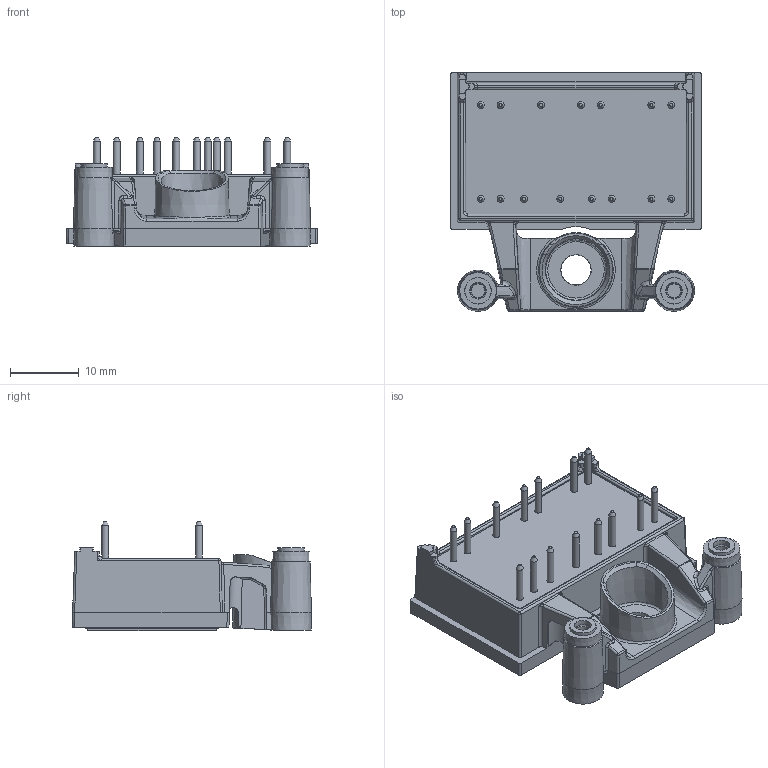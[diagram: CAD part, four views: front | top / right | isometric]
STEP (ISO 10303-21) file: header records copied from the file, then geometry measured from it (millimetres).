
FILE_DESCRIPTION(/* description */ ('Unknown'),/* implementation_level */ '2;1');
FILE_NAME(/* name */ 'Flow0B-2T12W-PG90(150)-01-OL',/* time_stamp */ '2023-03-24T12:28:00+01:00',/* author */ ('Unknown'),/* organization */ ('Unknown'),/* preprocessor_version */ 'ST-DEVELOPER v18.102',/* originating_system */ 'Solid Edge',/* authorisation */ 'Unknown');
FILE_SCHEMA (('AUTOMOTIVE_DESIGN {1 0 10303 214 3 1 1}'));
Length unit declared in the file: millimetre
Products named in the file (1): Flow0B-2T12W-M990(150)-01-OL
Bounding box: 36.6 x 34.85 x 15.98 mm (x, y, z)
Volume: 9156.4 mm3; surface area: 5341 mm2
Topology: 1 solids, 1 shells, 438 faces, 1088 edges, 671 vertices
Faces by surface type: plane 172, cylinder 142, bspline 48, cone 46, torus 20, sphere 10
Full cylindrical faces by diameter (mm): 1 x15
Entity records: 14860 total; most frequent: CARTESIAN_POINT 5333, ORIENTED_EDGE 2016, DIRECTION 1771, EDGE_CURVE 1008, AXIS2_PLACEMENT_3D 665, VERTEX_POINT 658, EDGE_LOOP 528, FACE_BOUND 528
